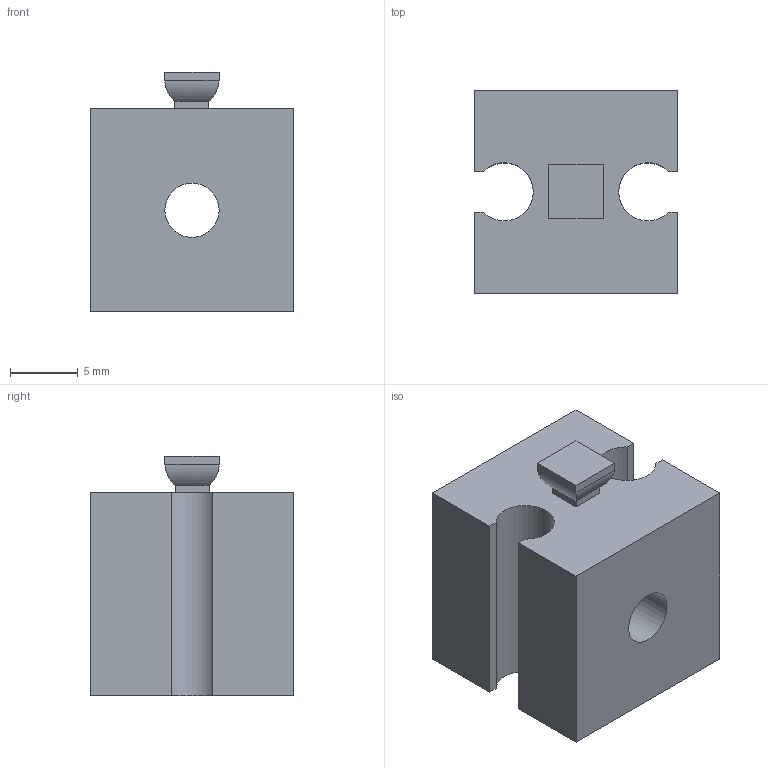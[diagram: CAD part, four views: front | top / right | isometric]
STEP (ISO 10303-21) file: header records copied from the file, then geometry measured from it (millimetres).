
FILE_DESCRIPTION(/* description */ (''),/* implementation_level */ '2;1');
FILE_NAME(/* name */ 'ReedSensorHalter v1.step',/* time_stamp */ '2024-08-08T21:35:45+02:00',/* author */ (''),/* organization */ (''),/* preprocessor_version */ 'ST-DEVELOPER v20',/* originating_system */ 'Autodesk Translation Framework v13.14.0.145',/* authorisation */ '');
FILE_SCHEMA (('AUTOMOTIVE_DESIGN { 1 0 10303 214 3 1 1 }'));
Length unit declared in the file: millimetre
Products named in the file (1): ReedSensorHalter
Bounding box: 15 x 15 x 17.7 mm (x, y, z)
Volume: 2761.9 mm3; surface area: 1757.1 mm2
Topology: 1 solids, 1 shells, 28 faces, 69 edges, 44 vertices
Faces by surface type: plane 21, cylinder 7
Full cylindrical faces by diameter (mm): 4 x1
Entity records: 866 total; most frequent: CARTESIAN_POINT 160, ORIENTED_EDGE 138, DIRECTION 135, EDGE_CURVE 69, LINE 57, VECTOR 57, VERTEX_POINT 44, AXIS2_PLACEMENT_3D 39
